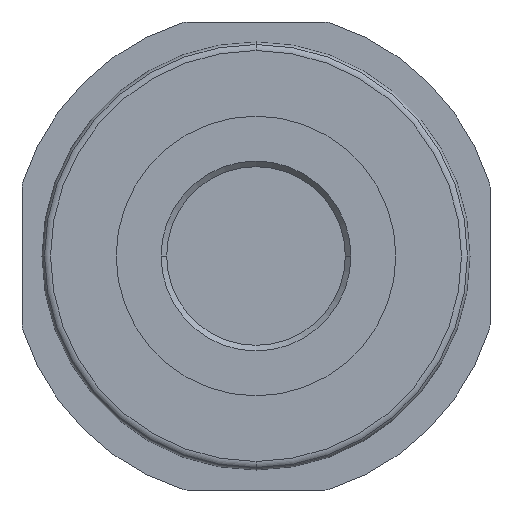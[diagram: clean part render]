
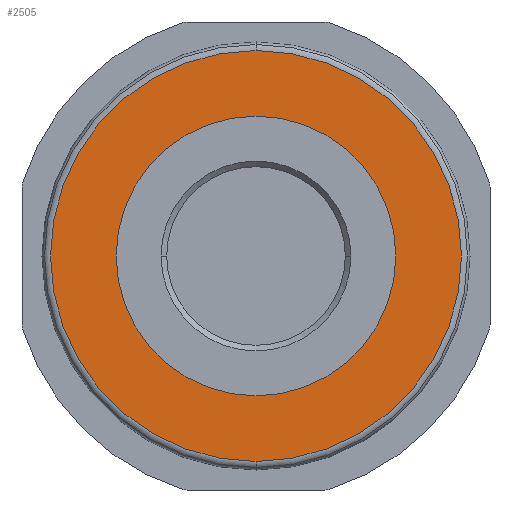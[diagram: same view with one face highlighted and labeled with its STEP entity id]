
A CAD part, front view. The second image highlights one B-rep face of the part: STEP entity #2505.
In plain terms, the highlighted planar face has unit normal (0, -1, 0).
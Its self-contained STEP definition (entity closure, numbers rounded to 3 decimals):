
#1265=CARTESIAN_POINT('',(2987.017,258.554,0.));
#1266=DIRECTION('',(0.,-1.,0.));
#1267=DIRECTION('',(1.,0.,0.));
#1268=AXIS2_PLACEMENT_3D('',#1265,#1266,#1267);
#1270=CARTESIAN_POINT('',(2987.017,258.554,0.));
#1271=DIRECTION('',(0.,-1.,0.));
#1272=DIRECTION('',(0.,0.,-1.));
#1273=AXIS2_PLACEMENT_3D('',#1270,#1271,#1272);
#1275=CARTESIAN_POINT('',(2987.017,258.554,0.));
#1276=DIRECTION('',(0.,-1.,0.));
#1277=DIRECTION('',(0.,0.,1.));
#1278=AXIS2_PLACEMENT_3D('',#1275,#1276,#1277);
#1280=CARTESIAN_POINT('',(2987.017,258.554,0.));
#1281=DIRECTION('',(0.,1.,0.));
#1282=DIRECTION('',(1.,0.,0.));
#1283=AXIS2_PLACEMENT_3D('',#1280,#1281,#1282);
#1285=CARTESIAN_POINT('',(2987.017,258.554,0.));
#1286=DIRECTION('',(0.,1.,0.));
#1287=DIRECTION('',(-1.,0.,0.));
#1288=AXIS2_PLACEMENT_3D('',#1285,#1286,#1287);
#2273=CARTESIAN_POINT('',(2938.017,258.554,0.));
#2275=VERTEX_POINT('',#2273);
#2277=CARTESIAN_POINT('',(3036.017,258.554,0.));
#2279=VERTEX_POINT('',#2277);
#2289=CARTESIAN_POINT('',(2987.017,258.554,72.));
#2291=VERTEX_POINT('',#2289);
#2295=CARTESIAN_POINT('',(2987.017,258.554,-72.));
#2296=VERTEX_POINT('',#2295);
#2301=CARTESIAN_POINT('',(3059.017,258.554,
0.));
#2302=VERTEX_POINT('',#2301);
#2487=CARTESIAN_POINT('',(3047.517,258.554,0.));
#2488=DIRECTION('',(0.,-1.,0.));
#2489=DIRECTION('',(0.,0.,-1.));
#2490=AXIS2_PLACEMENT_3D('',#2487,#2488,#2489);
#2491=PLANE('',#2490);
#2493=ORIENTED_EDGE('',*,*,#2492,.F.);
#2495=ORIENTED_EDGE('',*,*,#2494,.F.);
#2497=ORIENTED_EDGE('',*,*,#2496,.F.);
#2498=EDGE_LOOP('',(#2493,#2495,#2497));
#2499=FACE_OUTER_BOUND('',#2498,.F.);
#2501=ORIENTED_EDGE('',*,*,#2500,.F.);
#2502=ORIENTED_EDGE('',*,*,#2477,.F.);
#2503=EDGE_LOOP('',(#2501,#2502));
#2504=FACE_BOUND('',#2503,.F.);
#1269=CIRCLE('',#1268,72.);
#1274=CIRCLE('',#1273,72.);
#1279=CIRCLE('',#1278,72.);
#1284=CIRCLE('',#1283,49.);
#1289=CIRCLE('',#1288,49.);
#2477=EDGE_CURVE('',#2275,#2279,#1289,.T.);
#2492=EDGE_CURVE('',#2302,#2291,#1269,.T.);
#2494=EDGE_CURVE('',#2296,#2302,#1274,.T.);
#2496=EDGE_CURVE('',#2291,#2296,#1279,.T.);
#2500=EDGE_CURVE('',#2279,#2275,#1284,.T.);
#2505=ADVANCED_FACE('',(#2499,#2504),#2491,.T.);
